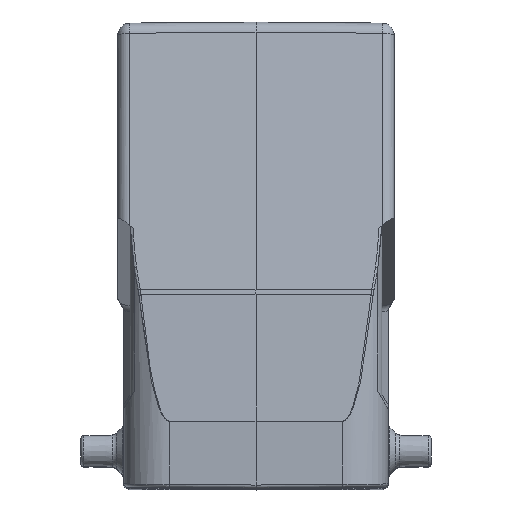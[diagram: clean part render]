
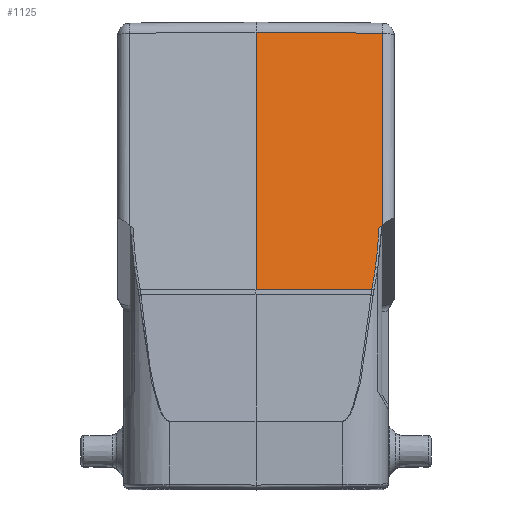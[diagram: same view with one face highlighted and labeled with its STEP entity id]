
A CAD part, top view. The second image highlights one B-rep face of the part: STEP entity #1125.
In plain terms, the highlighted planar face has unit normal (0.009, 0.174, 0.985).
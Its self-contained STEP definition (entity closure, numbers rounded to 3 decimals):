
#342=ELLIPSE('',#9702,40.313,7.);
#1125=ADVANCED_FACE('',(#1834),#1365,.T.);
#1365=PLANE('',#9703);
#1834=FACE_OUTER_BOUND('',#2414,.T.);
#2414=EDGE_LOOP('',(#6366,#6367,#6368,#6369,#6370,#6371,#6372));
#3185=LINE('',#16441,#3882);
#3186=LINE('',#16445,#3883);
#3227=LINE('',#16801,#3924);
#3228=LINE('',#16803,#3925);
#3229=LINE('',#16805,#3926);
#3882=VECTOR('',#12023,1.);
#3883=VECTOR('',#12028,1.);
#3924=VECTOR('',#12223,1.);
#3925=VECTOR('',#12226,1.);
#3926=VECTOR('',#12227,1.);
#6366=ORIENTED_EDGE('',*,*,#8392,.F.);
#6367=ORIENTED_EDGE('',*,*,#8387,.F.);
#6368=ORIENTED_EDGE('',*,*,#8385,.T.);
#6369=ORIENTED_EDGE('',*,*,#8481,.F.);
#6370=ORIENTED_EDGE('',*,*,#8482,.F.);
#6371=ORIENTED_EDGE('',*,*,#8483,.T.);
#6372=ORIENTED_EDGE('',*,*,#8484,.F.);
#7183=VERTEX_POINT('',#16438);
#7184=VERTEX_POINT('',#16442);
#7185=VERTEX_POINT('',#16446);
#7188=VERTEX_POINT('',#16471);
#7231=VERTEX_POINT('',#16769);
#7235=VERTEX_POINT('',#16804);
#7236=VERTEX_POINT('',#16806);
#8385=EDGE_CURVE('',#7184,#7183,#3185,.T.);
#8387=EDGE_CURVE('',#7184,#7185,#3186,.T.);
#8392=EDGE_CURVE('',#7185,#7188,#8774,.T.);
#8481=EDGE_CURVE('',#7231,#7183,#3227,.T.);
#8482=EDGE_CURVE('',#7235,#7231,#3228,.T.);
#8483=EDGE_CURVE('',#7235,#7236,#3229,.T.);
#8484=EDGE_CURVE('',#7188,#7236,#342,.T.);
#8774=CIRCLE('',#9626,62.361);
#9626=AXIS2_PLACEMENT_3D('',#16476,#12033,#12034);
#9702=AXIS2_PLACEMENT_3D('',#16807,#12228,#12229);
#9703=AXIS2_PLACEMENT_3D('',#16808,#12230,#12231);
#12023=DIRECTION('',(0.,0.985,-0.174));
#12028=DIRECTION('',(-0.762,-0.637,0.119));
#12033=DIRECTION('',(-0.009,-0.174,-0.985));
#12034=DIRECTION('',(0.,-0.985,0.174));
#12223=DIRECTION('',(1.,-0.009,-0.007));
#12226=DIRECTION('',(0.,0.985,-0.174));
#12227=DIRECTION('',(1.,-0.001,-0.009));
#12228=DIRECTION('',(-0.009,-0.174,-0.985));
#12229=DIRECTION('',(0.002,-0.985,0.174));
#12230=DIRECTION('',(0.009,0.174,0.985));
#12231=DIRECTION('',(0.,-0.985,0.174));
#16438=CARTESIAN_POINT('',(20.517,19.584,50.546));
#16441=CARTESIAN_POINT('',(20.517,-11.704,56.062));
#16442=CARTESIAN_POINT('',(20.517,-11.704,56.062));
#16445=CARTESIAN_POINT('',(20.517,-11.704,56.062));
#16446=CARTESIAN_POINT('',(19.963,-12.168,56.149));
#16471=CARTESIAN_POINT('',(19.449,-18.497,57.27));
#16476=CARTESIAN_POINT('',(-42.373,-10.389,56.388));
#16769=CARTESIAN_POINT('',(0.,19.763,50.696));
#16801=CARTESIAN_POINT('',(-0.012,19.763,50.696));
#16803=CARTESIAN_POINT('',(0.,-22.153,58.087));
#16804=CARTESIAN_POINT('',(0.,-22.155,58.087));
#16805=CARTESIAN_POINT('',(0.017,-22.155,58.087));
#16806=CARTESIAN_POINT('',(18.848,-22.176,57.924));
#16807=CARTESIAN_POINT('',(14.004,6.729,52.87));
#16808=CARTESIAN_POINT('',(0.,21.415,50.404));
